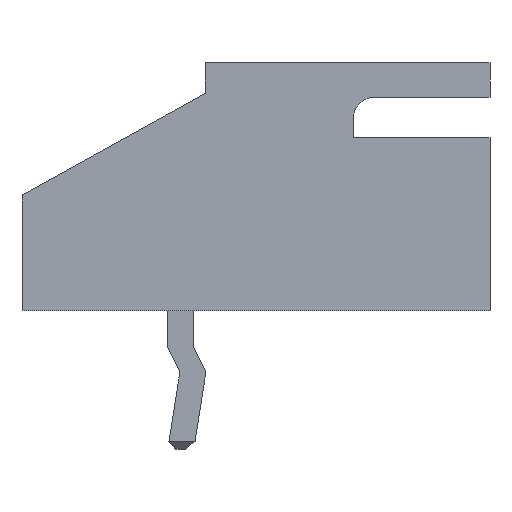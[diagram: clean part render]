
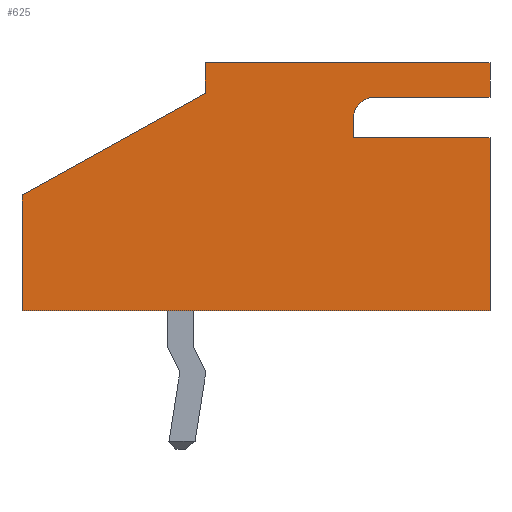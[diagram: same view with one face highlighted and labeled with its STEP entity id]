
A CAD part, left-side view. The second image highlights one B-rep face of the part: STEP entity #625.
In plain terms, the highlighted planar face has unit normal (-1, 0, 0).
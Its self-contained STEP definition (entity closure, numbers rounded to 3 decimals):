
#143 = VERTEX_POINT('',#144);
#144 = CARTESIAN_POINT('',(-2.45,-0.6,6.1));
#150 = EDGE_CURVE('',#143,#151,#153,.T.);
#151 = VERTEX_POINT('',#152);
#152 = CARTESIAN_POINT('',(-2.45,-0.6,5.35));
#153 = LINE('',#154,#155);
#154 = CARTESIAN_POINT('',(-2.45,-0.6,6.1));
#155 = VECTOR('',#156,1.);
#156 = DIRECTION('',(0.,0.,-1.));
#495 = VERTEX_POINT('',#496);
#496 = CARTESIAN_POINT('',(-2.45,-7.6,4.25));
#502 = EDGE_CURVE('',#495,#503,#505,.T.);
#503 = VERTEX_POINT('',#504);
#504 = CARTESIAN_POINT('',(-2.45,-7.6,0.));
#505 = LINE('',#506,#507);
#506 = CARTESIAN_POINT('',(-2.45,-7.6,6.1));
#507 = VECTOR('',#508,1.);
#508 = DIRECTION('',(0.,0.,-1.));
#606 = EDGE_CURVE('',#151,#607,#609,.T.);
#607 = VERTEX_POINT('',#608);
#608 = CARTESIAN_POINT('',(-2.45,3.9,2.85));
#609 = LINE('',#610,#611);
#610 = CARTESIAN_POINT('',(-2.45,-0.6,5.35));
#611 = VECTOR('',#612,1.);
#612 = DIRECTION('',(0.,0.874,-0.486)
);
#625 = ADVANCED_FACE('',(#626),#692,.T.);
#626 = FACE_BOUND('',#627,.T.);
#627 = EDGE_LOOP('',(#628,#629,#630,#638,#644,#645,#653,#661,#670,#678,
#686));
#628 = ORIENTED_EDGE('',*,*,#150,.T.);
#629 = ORIENTED_EDGE('',*,*,#606,.T.);
#630 = ORIENTED_EDGE('',*,*,#631,.T.);
#631 = EDGE_CURVE('',#607,#632,#634,.T.);
#632 = VERTEX_POINT('',#633);
#633 = CARTESIAN_POINT('',(-2.45,3.9,0.));
#634 = LINE('',#635,#636);
#635 = CARTESIAN_POINT('',(-2.45,3.9,2.85));
#636 = VECTOR('',#637,1.);
#637 = DIRECTION('',(-0.,0.,-1.));
#638 = ORIENTED_EDGE('',*,*,#639,.T.);
#639 = EDGE_CURVE('',#632,#503,#640,.T.);
#640 = LINE('',#641,#642);
#641 = CARTESIAN_POINT('',(-2.45,3.9,0.));
#642 = VECTOR('',#643,1.);
#643 = DIRECTION('',(0.,-1.,0.));
#644 = ORIENTED_EDGE('',*,*,#502,.F.);
#645 = ORIENTED_EDGE('',*,*,#646,.F.);
#646 = EDGE_CURVE('',#647,#495,#649,.T.);
#647 = VERTEX_POINT('',#648);
#648 = CARTESIAN_POINT('',(-2.45,-4.25,4.25));
#649 = LINE('',#650,#651);
#650 = CARTESIAN_POINT('',(-2.45,-2.425,4.25));
#651 = VECTOR('',#652,1.);
#652 = DIRECTION('',(0.,-1.,0.));
#653 = ORIENTED_EDGE('',*,*,#654,.F.);
#654 = EDGE_CURVE('',#655,#647,#657,.T.);
#655 = VERTEX_POINT('',#656);
#656 = CARTESIAN_POINT('',(-2.45,-4.25,4.75));
#657 = LINE('',#658,#659);
#658 = CARTESIAN_POINT('',(-2.45,-4.25,5.425));
#659 = VECTOR('',#660,1.);
#660 = DIRECTION('',(0.,0.,-1.));
#661 = ORIENTED_EDGE('',*,*,#662,.T.);
#662 = EDGE_CURVE('',#655,#663,#665,.T.);
#663 = VERTEX_POINT('',#664);
#664 = CARTESIAN_POINT('',(-2.45,-4.75,5.25));
#665 = CIRCLE('',#666,0.5);
#666 = AXIS2_PLACEMENT_3D('',#667,#668,#669);
#667 = CARTESIAN_POINT('',(-2.45,-4.75,4.75));
#668 = DIRECTION('',(1.,0.,0.));
#669 = DIRECTION('',(0.,0.,1.));
#670 = ORIENTED_EDGE('',*,*,#671,.F.);
#671 = EDGE_CURVE('',#672,#663,#674,.T.);
#672 = VERTEX_POINT('',#673);
#673 = CARTESIAN_POINT('',(-2.45,-7.6,5.25));
#674 = LINE('',#675,#676);
#675 = CARTESIAN_POINT('',(-2.45,-4.1,5.25));
#676 = VECTOR('',#677,1.);
#677 = DIRECTION('',(0.,1.,0.));
#678 = ORIENTED_EDGE('',*,*,#679,.F.);
#679 = EDGE_CURVE('',#680,#672,#682,.T.);
#680 = VERTEX_POINT('',#681);
#681 = CARTESIAN_POINT('',(-2.45,-7.6,6.1));
#682 = LINE('',#683,#684);
#683 = CARTESIAN_POINT('',(-2.45,-7.6,6.1));
#684 = VECTOR('',#685,1.);
#685 = DIRECTION('',(0.,0.,-1.));
#686 = ORIENTED_EDGE('',*,*,#687,.F.);
#687 = EDGE_CURVE('',#143,#680,#688,.T.);
#688 = LINE('',#689,#690);
#689 = CARTESIAN_POINT('',(-2.45,-0.6,6.1));
#690 = VECTOR('',#691,1.);
#691 = DIRECTION('',(0.,-1.,0.));
#692 = PLANE('',#693);
#693 = AXIS2_PLACEMENT_3D('',#694,#695,#696);
#694 = CARTESIAN_POINT('',(-2.45,-2.827,3.048));
#695 = DIRECTION('',(-1.,0.,0.));
#696 = DIRECTION('',(0.,0.,1.));
